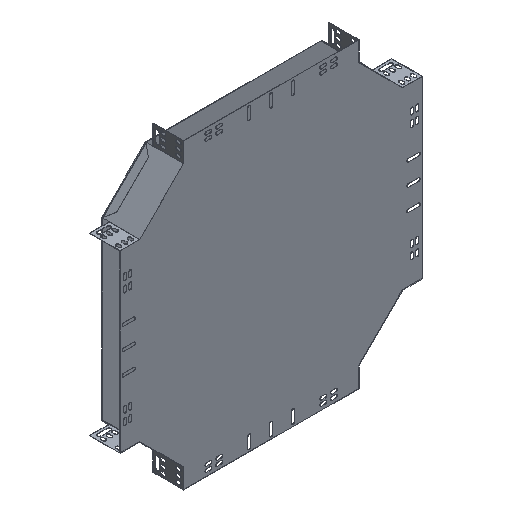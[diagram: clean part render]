
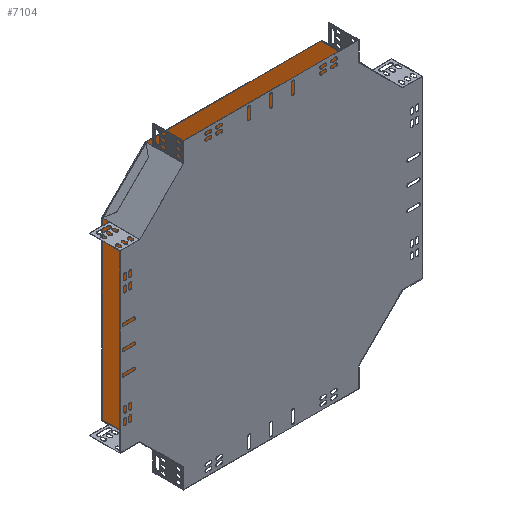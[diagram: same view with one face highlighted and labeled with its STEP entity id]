
A CAD part, isometric view. The second image highlights one B-rep face of the part: STEP entity #7104.
In plain terms, the highlighted planar face has unit normal (0, -1, 0).
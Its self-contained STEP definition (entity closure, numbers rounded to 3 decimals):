
#527 = EDGE_CURVE ( 'NONE', #2945, #4496, #11126, .T. ) ;
#627 = CARTESIAN_POINT ( 'NONE',  ( 309.263, 189.964, 205.051 ) ) ;
#724 = LINE ( 'NONE', #6869, #4262 ) ;
#749 = LINE ( 'NONE', #7444, #14237 ) ;
#1226 = EDGE_CURVE ( 'NONE', #4496, #9719, #11087, .T. ) ;
#1267 = CARTESIAN_POINT ( 'NONE',  ( 209.263, 189.964, -296.549 ) ) ;
#1481 = CARTESIAN_POINT ( 'NONE',  ( 309.263, 189.964, 205.051 ) ) ;
#1972 = AXIS2_PLACEMENT_3D ( 'NONE', #6360, #7723, #16630 ) ;
#2262 = DIRECTION ( 'NONE',  ( 1., 0., 0. ) ) ;
#2945 = VERTEX_POINT ( 'NONE', #1481 ) ;
#2985 = ORIENTED_EDGE ( 'NONE', *, *, #6214, .F. ) ;
#2991 = EDGE_CURVE ( 'NONE', #10163, #16431, #724, .T. ) ;
#3128 = ORIENTED_EDGE ( 'NONE', *, *, #527, .F. ) ;
#3413 = FACE_OUTER_BOUND ( 'NONE', #7962, .T. ) ;
#4104 = VERTEX_POINT ( 'NONE', #5753 ) ;
#4144 = VECTOR ( 'NONE', #9200, 1000. ) ;
#4157 = CARTESIAN_POINT ( 'NONE',  ( 309.263, 189.964, -196.549 ) ) ;
#4262 = VECTOR ( 'NONE', #14584, 1000. ) ;
#4496 = VERTEX_POINT ( 'NONE', #4157 ) ;
#4541 = ORIENTED_EDGE ( 'NONE', *, *, #5982, .F. ) ;
#4708 = CARTESIAN_POINT ( 'NONE',  ( 209.263, 189.964, -296.549 ) ) ;
#4802 = EDGE_CURVE ( 'NONE', #10787, #11737, #749, .T. ) ;
#4831 = ORIENTED_EDGE ( 'NONE', *, *, #4802, .F. ) ;
#5720 = DIRECTION ( 'NONE',  ( -1., 0., 0. ) ) ;
#5753 = CARTESIAN_POINT ( 'NONE',  ( 209.263, 189.964, 305.051 ) ) ;
#5982 = EDGE_CURVE ( 'NONE', #9719, #10163, #12992, .T. ) ;
#6190 = DIRECTION ( 'NONE',  ( 0., 0., -1. ) ) ;
#6214 = EDGE_CURVE ( 'NONE', #11737, #4104, #12389, .T. ) ;
#6360 = CARTESIAN_POINT ( 'NONE',  ( -493.137, 189.964, 4.251 ) ) ;
#6869 = CARTESIAN_POINT ( 'NONE',  ( -292.337, 189.964, -196.549 ) ) ;
#7026 = ORIENTED_EDGE ( 'NONE', *, *, #1226, .F. ) ;
#7104 = ADVANCED_FACE ( 'NONE', ( #3413 ), #14102, .T. ) ;
#7301 = DIRECTION ( 'NONE',  ( 0.707, 0., -0.707 ) ) ;
#7307 = CARTESIAN_POINT ( 'NONE',  ( -292.337, 189.964, -196.549 ) ) ;
#7444 = CARTESIAN_POINT ( 'NONE',  ( -192.337, 189.964, 305.051 ) ) ;
#7572 = ORIENTED_EDGE ( 'NONE', *, *, #2991, .F. ) ;
#7723 = DIRECTION ( 'NONE',  ( 0., -1., 0. ) ) ;
#7823 = EDGE_CURVE ( 'NONE', #4104, #2945, #14183, .T. ) ;
#7962 = EDGE_LOOP ( 'NONE', ( #4831, #12583, #7572, #4541, #7026, #3128, #12490, #2985 ) ) ;
#8974 = LINE ( 'NONE', #9403, #13163 ) ;
#9200 = DIRECTION ( 'NONE',  ( -0.707, 0., -0.707 ) ) ;
#9403 = CARTESIAN_POINT ( 'NONE',  ( -292.337, 189.964, -196.549 ) ) ;
#9546 = CARTESIAN_POINT ( 'NONE',  ( -292.337, 189.964, 205.051 ) ) ;
#9719 = VERTEX_POINT ( 'NONE', #4708 ) ;
#10075 = EDGE_CURVE ( 'NONE', #16431, #10787, #8974, .T. ) ;
#10163 = VERTEX_POINT ( 'NONE', #13397 ) ;
#10651 = DIRECTION ( 'NONE',  ( 0., 0., 1. ) ) ;
#10787 = VERTEX_POINT ( 'NONE', #9546 ) ;
#11087 = LINE ( 'NONE', #1267, #4144 ) ;
#11126 = LINE ( 'NONE', #11370, #14133 ) ;
#11370 = CARTESIAN_POINT ( 'NONE',  ( 309.263, 189.964, 205.051 ) ) ;
#11737 = VERTEX_POINT ( 'NONE', #15066 ) ;
#12198 = CARTESIAN_POINT ( 'NONE',  ( 209.263, 189.964, -296.549 ) ) ;
#12389 = LINE ( 'NONE', #12732, #15762 ) ;
#12490 = ORIENTED_EDGE ( 'NONE', *, *, #7823, .F. ) ;
#12583 = ORIENTED_EDGE ( 'NONE', *, *, #10075, .F. ) ;
#12669 = DIRECTION ( 'NONE',  ( 0.707, 0., 0.707 ) ) ;
#12732 = CARTESIAN_POINT ( 'NONE',  ( -192.337, 189.964, 305.051 ) ) ;
#12992 = LINE ( 'NONE', #12198, #15951 ) ;
#13163 = VECTOR ( 'NONE', #10651, 1000. ) ;
#13397 = CARTESIAN_POINT ( 'NONE',  ( -192.337, 189.964, -296.549 ) ) ;
#13758 = VECTOR ( 'NONE', #7301, 1000. ) ;
#14102 = PLANE ( 'NONE',  #1972 ) ;
#14133 = VECTOR ( 'NONE', #6190, 1000. ) ;
#14183 = LINE ( 'NONE', #627, #13758 ) ;
#14237 = VECTOR ( 'NONE', #12669, 1000. ) ;
#14584 = DIRECTION ( 'NONE',  ( -0.707, 0., 0.707 ) ) ;
#15066 = CARTESIAN_POINT ( 'NONE',  ( -192.337, 189.964, 305.051 ) ) ;
#15762 = VECTOR ( 'NONE', #2262, 1000. ) ;
#15951 = VECTOR ( 'NONE', #5720, 1000. ) ;
#16431 = VERTEX_POINT ( 'NONE', #7307 ) ;
#16630 = DIRECTION ( 'NONE',  ( 0., 0., -1. ) ) ;
